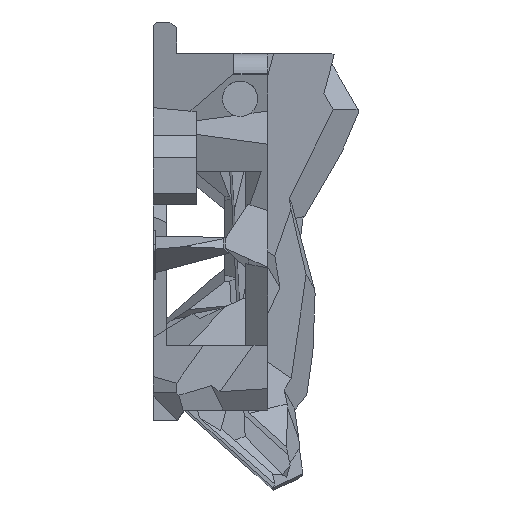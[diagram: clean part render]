
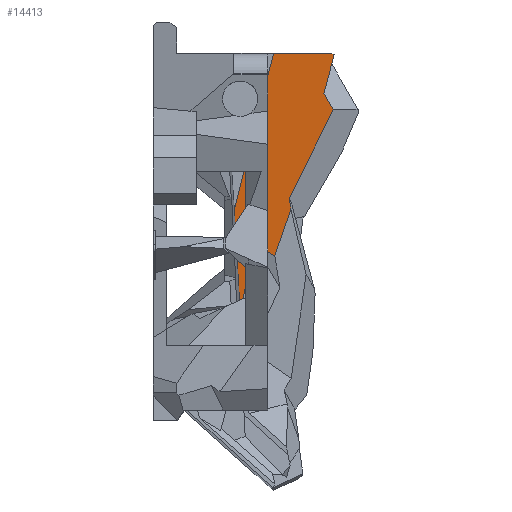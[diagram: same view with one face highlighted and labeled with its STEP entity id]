
A CAD part, left-side view. The second image highlights one B-rep face of the part: STEP entity #14413.
In plain terms, the highlighted face is planar.
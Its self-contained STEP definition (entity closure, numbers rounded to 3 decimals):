
#514 = LINE ( 'NONE', #17006, #7121 ) ;
#766 = VECTOR ( 'NONE', #16331, 1000. ) ;
#787 = CARTESIAN_POINT ( 'NONE',  ( -26.346, 18.491, 2.78 ) ) ;
#908 = LINE ( 'NONE', #17010, #12491 ) ;
#984 = EDGE_CURVE ( 'NONE', #10691, #10525, #6318, .T. ) ;
#1198 = FACE_OUTER_BOUND ( 'NONE', #7202, .T. ) ;
#1266 = VECTOR ( 'NONE', #10685, 1000. ) ;
#1296 = DIRECTION ( 'NONE',  ( 0., 0.682, 0.731 ) ) ;
#1974 = CARTESIAN_POINT ( 'NONE',  ( -26.854, 25.816, 0.924 ) ) ;
#2214 = ORIENTED_EDGE ( 'NONE', *, *, #14238, .T. ) ;
#2663 = LINE ( 'NONE', #4237, #3377 ) ;
#2688 = ORIENTED_EDGE ( 'NONE', *, *, #13222, .F. ) ;
#2735 = ORIENTED_EDGE ( 'NONE', *, *, #6420, .F. ) ;
#2784 = ORIENTED_EDGE ( 'NONE', *, *, #17215, .F. ) ;
#3127 = ORIENTED_EDGE ( 'NONE', *, *, #13075, .F. ) ;
#3301 = ORIENTED_EDGE ( 'NONE', *, *, #4641, .T. ) ;
#3377 = VECTOR ( 'NONE', #14639, 1000. ) ;
#3568 = DIRECTION ( 'NONE',  ( -0.018, -0.49, -0.871 ) ) ;
#3572 = DIRECTION ( 'NONE',  ( 0.053, -0.997, -0.057 ) ) ;
#4237 = CARTESIAN_POINT ( 'NONE',  ( -26.64, 20.405, -0.783 ) ) ;
#4243 = DIRECTION ( 'NONE',  ( -0.997, -0.056, 0.052 ) ) ;
#4588 = VECTOR ( 'NONE', #7763, 1000. ) ;
#4641 = EDGE_CURVE ( 'NONE', #14918, #8258, #16495, .T. ) ;
#5576 = ORIENTED_EDGE ( 'NONE', *, *, #10193, .F. ) ;
#5924 = VERTEX_POINT ( 'NONE', #12345 ) ;
#5929 = LINE ( 'NONE', #19076, #766 ) ;
#6318 = LINE ( 'NONE', #13782, #15432 ) ;
#6398 = VECTOR ( 'NONE', #18619, 1000. ) ;
#6420 = EDGE_CURVE ( 'NONE', #13678, #15331, #12318, .T. ) ;
#6881 = VERTEX_POINT ( 'NONE', #787 ) ;
#6978 = DIRECTION ( 'NONE',  ( -0.048, 0.989, 0.143 ) ) ;
#7121 = VECTOR ( 'NONE', #15727, 1000. ) ;
#7202 = EDGE_LOOP ( 'NONE', ( #18920, #9200, #16443, #3301, #7855, #2688, #5576, #3127, #2784, #2214, #2735 ) ) ;
#7448 = CARTESIAN_POINT ( 'NONE',  ( -26.91, 24.411, -1.647 ) ) ;
#7606 = CARTESIAN_POINT ( 'NONE',  ( -26.431, 20.113, 2.894 ) ) ;
#7763 = DIRECTION ( 'NONE',  ( 0.019, 0.48, 0.877 ) ) ;
#7855 = ORIENTED_EDGE ( 'NONE', *, *, #13671, .F. ) ;
#8258 = VERTEX_POINT ( 'NONE', #1974 ) ;
#8354 = LINE ( 'NONE', #19053, #19031 ) ;
#9200 = ORIENTED_EDGE ( 'NONE', *, *, #984, .F. ) ;
#9365 = DIRECTION ( 'NONE',  ( 0.052, 0., 0.999 ) ) ;
#9654 = VECTOR ( 'NONE', #18020, 1000. ) ;
#9689 = LINE ( 'NONE', #15588, #6398 ) ;
#10193 = EDGE_CURVE ( 'NONE', #17988, #6881, #10872, .T. ) ;
#10525 = VERTEX_POINT ( 'NONE', #15650 ) ;
#10685 = DIRECTION ( 'NONE',  ( -0.073, 0.893, -0.444 ) ) ;
#10691 = VERTEX_POINT ( 'NONE', #14553 ) ;
#10872 = LINE ( 'NONE', #13931, #1266 ) ;
#10882 = CARTESIAN_POINT ( 'NONE',  ( -25.366, 5.118, 7.182 ) ) ;
#12318 = LINE ( 'NONE', #14193, #12341 ) ;
#12341 = VECTOR ( 'NONE', #9365, 1000. ) ;
#12345 = CARTESIAN_POINT ( 'NONE',  ( -26.413, 19.865, 2.979 ) ) ;
#12380 = VERTEX_POINT ( 'NONE', #10882 ) ;
#12491 = VECTOR ( 'NONE', #3568, 1000. ) ;
#12884 = CARTESIAN_POINT ( 'NONE',  ( -25.42, 7.199, 8.389 ) ) ;
#13075 = EDGE_CURVE ( 'NONE', #12380, #17988, #514, .T. ) ;
#13222 = EDGE_CURVE ( 'NONE', #6881, #5924, #8354, .T. ) ;
#13279 = EDGE_CURVE ( 'NONE', #14918, #10691, #2663, .T. ) ;
#13661 = CARTESIAN_POINT ( 'NONE',  ( -26.874, 25.327, 0.029 ) ) ;
#13671 = EDGE_CURVE ( 'NONE', #5924, #8258, #13802, .T. ) ;
#13678 = VERTEX_POINT ( 'NONE', #13902 ) ;
#13782 = CARTESIAN_POINT ( 'NONE',  ( -27.635, 35.769, -3.338 ) ) ;
#13802 = LINE ( 'NONE', #7606, #9654 ) ;
#13902 = CARTESIAN_POINT ( 'NONE',  ( -25.415, 0., 0.765 ) ) ;
#13931 = CARTESIAN_POINT ( 'NONE',  ( -25.515, 8.36, 7.812 ) ) ;
#14032 = AXIS2_PLACEMENT_3D ( 'NONE', #18958, #4243, #1296 ) ;
#14193 = CARTESIAN_POINT ( 'NONE',  ( -25.25, 0., 3.924 ) ) ;
#14238 = EDGE_CURVE ( 'NONE', #18725, #15331, #908, .T. ) ;
#14413 = ADVANCED_FACE ( 'NONE', ( #1198 ), #17690, .F. ) ;
#14553 = CARTESIAN_POINT ( 'NONE',  ( -27.487, 32.985, -3.497 ) ) ;
#14569 = CARTESIAN_POINT ( 'NONE',  ( -25.02, 0.173, 8.507 ) ) ;
#14639 = DIRECTION ( 'NONE',  ( -0.066, 0.975, -0.21 ) ) ;
#14918 = VERTEX_POINT ( 'NONE', #7448 ) ;
#15331 = VERTEX_POINT ( 'NONE', #18683 ) ;
#15432 = VECTOR ( 'NONE', #3572, 1000. ) ;
#15588 = CARTESIAN_POINT ( 'NONE',  ( -25.152, 2.062, 8.001 ) ) ;
#15650 = CARTESIAN_POINT ( 'NONE',  ( -26.792, 19.89, -4.243 ) ) ;
#15727 = DIRECTION ( 'NONE',  ( -0.022, 0.865, 0.502 ) ) ;
#16331 = DIRECTION ( 'NONE',  ( 0.067, -0.968, 0.244 ) ) ;
#16443 = ORIENTED_EDGE ( 'NONE', *, *, #13279, .F. ) ;
#16495 = LINE ( 'NONE', #13661, #4588 ) ;
#17006 = CARTESIAN_POINT ( 'NONE',  ( -25.358, 4.801, 6.998 ) ) ;
#17010 = CARTESIAN_POINT ( 'NONE',  ( -24.901, 3.41, 14.261 ) ) ;
#17215 = EDGE_CURVE ( 'NONE', #18725, #12380, #9689, .T. ) ;
#17690 = PLANE ( 'NONE',  #14032 ) ;
#17769 = EDGE_CURVE ( 'NONE', #10525, #13678, #5929, .T. ) ;
#17988 = VERTEX_POINT ( 'NONE', #12884 ) ;
#18020 = DIRECTION ( 'NONE',  ( -0.07, 0.943, -0.326 ) ) ;
#18619 = DIRECTION ( 'NONE',  ( -0.068, 0.964, -0.258 ) ) ;
#18683 = CARTESIAN_POINT ( 'NONE',  ( -25.026, 0., 8.2 ) ) ;
#18725 = VERTEX_POINT ( 'NONE', #14569 ) ;
#18920 = ORIENTED_EDGE ( 'NONE', *, *, #17769, .F. ) ;
#18958 = CARTESIAN_POINT ( 'NONE',  ( -25.873, 10.812, 3.598 ) ) ;
#19031 = VECTOR ( 'NONE', #6978, 1000. ) ;
#19053 = CARTESIAN_POINT ( 'NONE',  ( -25.718, 5.528, 0.901 ) ) ;
#19076 = CARTESIAN_POINT ( 'NONE',  ( -25.802, 5.592, -0.643 ) ) ;
